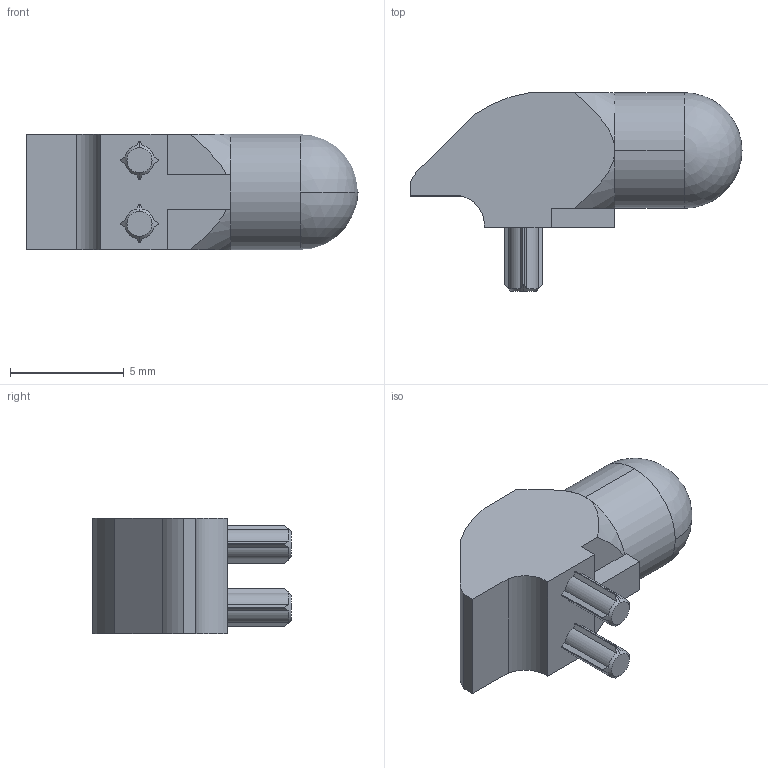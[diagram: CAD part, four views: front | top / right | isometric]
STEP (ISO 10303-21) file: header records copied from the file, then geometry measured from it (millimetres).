
FILE_DESCRIPTION (( 'STEP AP203' ), '1' );
FILE_NAME ('7511Gx.STEP', '2016-06-28T22:19:25', ( '' ), ( '' ), 'SwSTEP 2.0', 'SolidWorks 2014', '' );
FILE_SCHEMA (( 'CONFIG_CONTROL_DESIGN' ));
Length unit declared in the file: inch
Products named in the file (1): 7511Gx
Bounding box: 14.59 x 8.73 x 5.08 mm (x, y, z)
Volume: 303.8 mm3; surface area: 308.3 mm2
Topology: 1 solids, 1 shells, 65 faces, 176 edges, 113 vertices
Faces by surface type: plane 42, cylinder 13, cone 8, sphere 2
Entity records: 2197 total; most frequent: CARTESIAN_POINT 535, ORIENTED_EDGE 348, DIRECTION 304, EDGE_CURVE 174, VERTEX_POINT 113, AXIS2_PLACEMENT_3D 102, LINE 100, VECTOR 100
